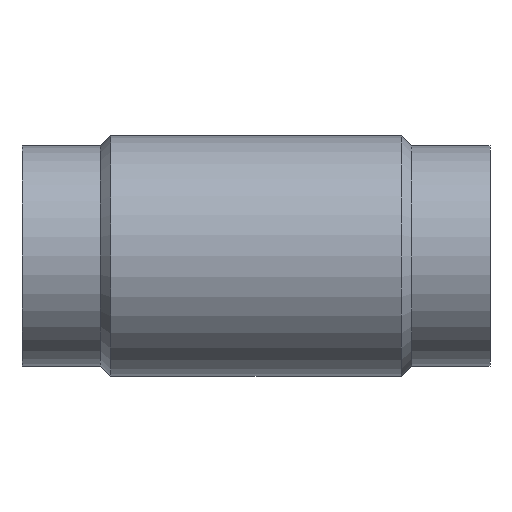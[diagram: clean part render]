
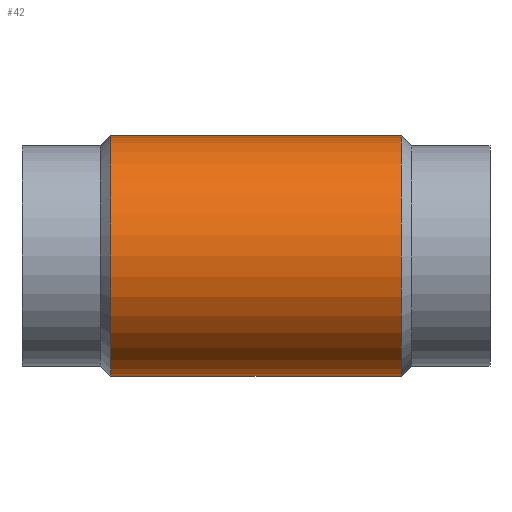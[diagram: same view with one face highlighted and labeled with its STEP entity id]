
A CAD part, front view. The second image highlights one B-rep face of the part: STEP entity #42.
In plain terms, the highlighted cylindrical face has radius 87.3 mm (diameter 174.6 mm), a full revolution.
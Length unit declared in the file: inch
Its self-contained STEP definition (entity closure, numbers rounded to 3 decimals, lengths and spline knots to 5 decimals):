
#18 = CARTESIAN_POINT ( 'NONE',  ( -2.5315, 3.43701, 0. ) ) ;
#38 = EDGE_CURVE ( 'NONE', #237, #153, #325, .T. ) ;
#42 = ADVANCED_FACE ( 'NONE', ( #254, #374, #312 ), #281, .T. ) ;
#44 = CARTESIAN_POINT ( 'NONE',  ( -10.85433, 0., 0. ) ) ;
#47 = CARTESIAN_POINT ( 'NONE',  ( -6.69291, 0., 0. ) ) ;
#50 = CARTESIAN_POINT ( 'NONE',  ( 0.1811, 6.87402, -3.43701 ) ) ;
#51 = ORIENTED_EDGE ( 'NONE', *, *, #38, .T. ) ;
#72 = ORIENTED_EDGE ( 'NONE', *, *, #359, .F. ) ;
#78 =( BOUNDED_CURVE ( )  B_SPLINE_CURVE ( 3, ( #334, #154, #299, #95 ),
 .UNSPECIFIED., .F., .T. ) 
 B_SPLINE_CURVE_WITH_KNOTS ( ( 4, 4 ),
 ( 1.5708, 4.71239 ),
 .UNSPECIFIED. ) 
 CURVE ( )  GEOMETRIC_REPRESENTATION_ITEM ( )  RATIONAL_B_SPLINE_CURVE ( ( 1., 0.333, 0.333, 1. ) ) 
 REPRESENTATION_ITEM ( '' )  );
#79 = EDGE_CURVE ( 'NONE', #106, #106, #340, .T. ) ;
#95 = CARTESIAN_POINT ( 'NONE',  ( -6.69291, 0., -3.43701 ) ) ;
#106 = VERTEX_POINT ( 'NONE', #316 ) ;
#107 = DIRECTION ( 'NONE',  ( 1., 0., 0. ) ) ;
#119 = AXIS2_PLACEMENT_3D ( 'NONE', #194, #107, #345 ) ;
#131 = AXIS2_PLACEMENT_3D ( 'NONE', #47, #380, #244 ) ;
#138 = EDGE_CURVE ( 'NONE', #153, #237, #78, .T. ) ;
#150 = CARTESIAN_POINT ( 'NONE',  ( -6.69291, 0., -3.43701 ) ) ;
#153 = VERTEX_POINT ( 'NONE', #212 ) ;
#154 = CARTESIAN_POINT ( 'NONE',  ( -13.56693, 6.87402, 3.43701 ) ) ;
#157 = ORIENTED_EDGE ( 'NONE', *, *, #138, .T. ) ;
#168 = EDGE_LOOP ( 'NONE', ( #373 ) ) ;
#169 = CIRCLE ( 'NONE', #119, 3.43701 ) ;
#194 = CARTESIAN_POINT ( 'NONE',  ( -2.5315, 0., 0. ) ) ;
#212 = CARTESIAN_POINT ( 'NONE',  ( -6.69291, 0., 3.43701 ) ) ;
#237 = VERTEX_POINT ( 'NONE', #150 ) ;
#244 = DIRECTION ( 'NONE',  ( 0., 0., -1. ) ) ;
#254 = FACE_BOUND ( 'NONE', #277, .T. ) ;
#277 = EDGE_LOOP ( 'NONE', ( #157, #51 ) ) ;
#281 = CYLINDRICAL_SURFACE ( 'NONE', #131, 3.43701 ) ;
#284 = DIRECTION ( 'NONE',  ( -1., 0., 0. ) ) ;
#285 = DIRECTION ( 'NONE',  ( 0., 1., 0. ) ) ;
#288 = AXIS2_PLACEMENT_3D ( 'NONE', #44, #284, #285 ) ;
#299 = CARTESIAN_POINT ( 'NONE',  ( -13.56693, 6.87402, -3.43701 ) ) ;
#312 = FACE_OUTER_BOUND ( 'NONE', #327, .T. ) ;
#316 = CARTESIAN_POINT ( 'NONE',  ( -10.85433, 3.43701, 0. ) ) ;
#325 =( BOUNDED_CURVE ( )  B_SPLINE_CURVE ( 3, ( #386, #50, #355, #330 ),
 .UNSPECIFIED., .F., .T. ) 
 B_SPLINE_CURVE_WITH_KNOTS ( ( 4, 4 ),
 ( 1.5708, 4.71239 ),
 .UNSPECIFIED. ) 
 CURVE ( )  GEOMETRIC_REPRESENTATION_ITEM ( )  RATIONAL_B_SPLINE_CURVE ( ( 1., 0.333, 0.333, 1. ) ) 
 REPRESENTATION_ITEM ( '' )  );
#327 = EDGE_LOOP ( 'NONE', ( #72 ) ) ;
#330 = CARTESIAN_POINT ( 'NONE',  ( -6.69291, 0., 3.43701 ) ) ;
#333 = VERTEX_POINT ( 'NONE', #18 ) ;
#334 = CARTESIAN_POINT ( 'NONE',  ( -6.69291, 0., 3.43701 ) ) ;
#340 = CIRCLE ( 'NONE', #288, 3.43701 ) ;
#345 = DIRECTION ( 'NONE',  ( 0., 1., 0. ) ) ;
#355 = CARTESIAN_POINT ( 'NONE',  ( 0.1811, 6.87402, 3.43701 ) ) ;
#359 = EDGE_CURVE ( 'NONE', #333, #333, #169, .T. ) ;
#373 = ORIENTED_EDGE ( 'NONE', *, *, #79, .F. ) ;
#374 = FACE_OUTER_BOUND ( 'NONE', #168, .T. ) ;
#380 = DIRECTION ( 'NONE',  ( 1., 0., 0. ) ) ;
#386 = CARTESIAN_POINT ( 'NONE',  ( -6.69291, 0., -3.43701 ) ) ;
